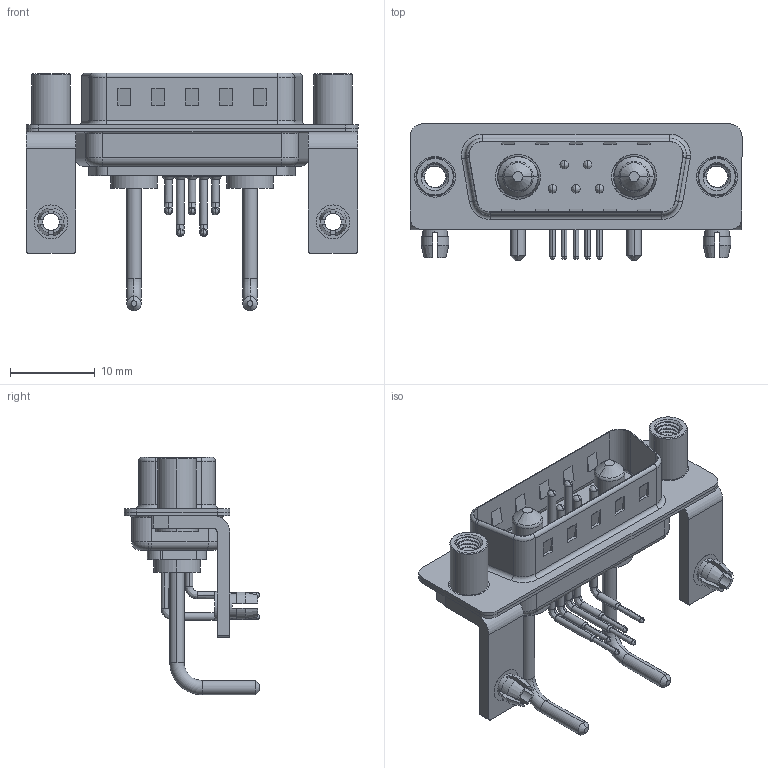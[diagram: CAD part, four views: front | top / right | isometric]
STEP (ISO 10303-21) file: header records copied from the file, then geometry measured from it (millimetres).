
FILE_DESCRIPTION (( 'STEP AP203' ), '1' );
FILE_NAME ('629-7W2-650-1TD.STEP', '2022-05-09T19:29:16', ( '' ), ( '' ), 'SwSTEP 2.0', 'SolidWorks 2020', '' );
FILE_SCHEMA (( 'CONFIG_CONTROL_DESIGN' ));
Length unit declared in the file: millimetre
Products named in the file (10): 629Combo Threaded Standoff_D; 629Combo Contact Row 1; 629Combo Housing_7W2; 629Combo Stabilizer Bracket; 629Combo Shell Front_15 Contacts; Power Pin_Ext 10A RA; 629-7W2-650-1TD; 629Combo Contact Row 2; 629Combo Board Lock; 629Combo Shell Rear_15 Contacts
Assembly tree (16 placements, depth 2):
  629-7W2-650-1TD
    629Combo Housing_7W2
    629Combo Shell Rear_15 Contacts
    629Combo Shell Front_15 Contacts
    629Combo Stabilizer Bracket  x2
    629Combo Board Lock  x2
    629Combo Threaded Standoff_D  x2
    Power Pin_Ext 10A RA  x2
    629Combo Contact Row 1  x2
    629Combo Contact Row 2  x3
Bounding box: 39.2 x 16.05 x 28.08 mm (x, y, z)
Volume: 2490.4 mm3; surface area: 6203.4 mm2
Topology: 18 solids, 18 shells, 1166 faces, 3109 edges, 2002 vertices
Faces by surface type: plane 549, cylinder 459, cone 62, torus 58, bspline 38
Entity records: 24965 total; most frequent: CARTESIAN_POINT 6339, DIRECTION 3731, ORIENTED_EDGE 3606, EDGE_CURVE 1803, AXIS2_PLACEMENT_3D 1333, VERTEX_POINT 1161, LINE 1065, VECTOR 1065
